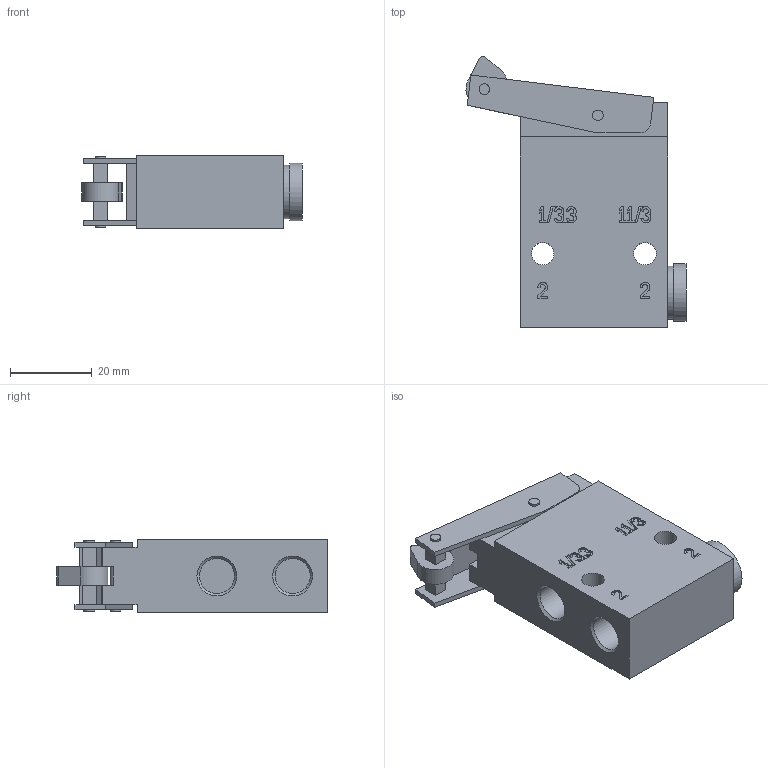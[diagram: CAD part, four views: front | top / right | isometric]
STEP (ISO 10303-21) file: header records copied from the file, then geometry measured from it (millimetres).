
FILE_DESCRIPTION(/* description */ ('STEP AP214'),/* implementation_level */ '2;1');
FILE_NAME(/* name */ '2186_LS-3-1_8',/* time_stamp */ '2024-09-05T01:23:16+02:00',/* author */ ('License CC BY-ND 4.0'),/* organization */ ('CADENAS'),/* preprocessor_version */ 'ST-DEVELOPER v19.3',/* originating_system */ 'PARTsolutions',/* authorisation */ ' ');
FILE_SCHEMA (('AUTOMOTIVE_DESIGN {1 0 10303 214 3 1 1}'));
Length unit declared in the file: millimetre
Products named in the file (4): 2186 LS-3-1/8---(0-0); 2186 LS-3-1/8---(0_0)-G; 2223 O-1/8; DIN-908 G1/8A
Assembly tree (3 placements, depth 2):
  2186 LS-3-1/8---(0-0)
    2186 LS-3-1/8---(0_0)-G
    2223 O-1/8
    DIN-908 G1/8A
Bounding box: 53.73 x 66.16 x 18 mm (x, y, z)
Volume: 34233.5 mm3; surface area: 12234.8 mm2
Topology: 3 solids, 3 shells, 210 faces, 544 edges, 359 vertices
Faces by surface type: plane 147, cylinder 49, cone 14
Full cylindrical faces by diameter (mm): 2.6 x6, 5.5 x2, 6.7 x1, 8.566 x4, 9.728 x1, 10 x1, 13 x1, 14 x1
Entity records: 6375 total; most frequent: CARTESIAN_POINT 1115, DIRECTION 1052, ORIENTED_EDGE 1036, EDGE_CURVE 518, LINE 400, VECTOR 400, VERTEX_POINT 359, AXIS2_PLACEMENT_3D 326
